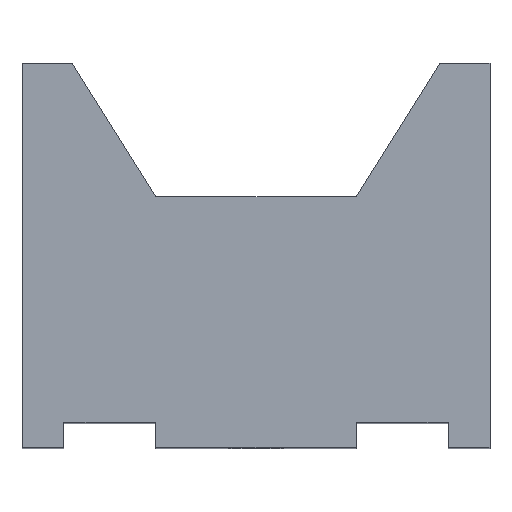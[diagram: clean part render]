
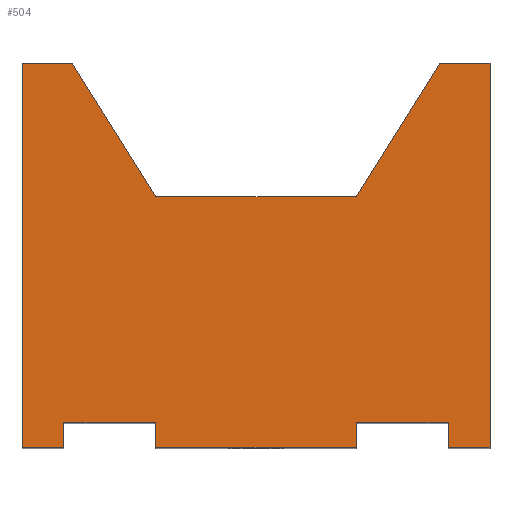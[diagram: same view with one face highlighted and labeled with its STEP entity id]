
A CAD part, top view. The second image highlights one B-rep face of the part: STEP entity #504.
In plain terms, the highlighted planar face has unit normal (0, 0, 1).
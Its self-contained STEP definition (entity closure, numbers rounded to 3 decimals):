
#44=PLANE('',#567);
#72=FACE_OUTER_BOUND('',#108,.T.);
#108=EDGE_LOOP('',(#455,#456,#457,#458,#459,#460,#461,#462,#463,#464,#465,
#466,#467,#468,#469,#470));
#132=LINE('',#782,#186);
#134=LINE('',#786,#188);
#136=LINE('',#790,#190);
#138=LINE('',#794,#192);
#140=LINE('',#798,#194);
#142=LINE('',#802,#196);
#144=LINE('',#806,#198);
#146=LINE('',#810,#200);
#148=LINE('',#814,#202);
#150=LINE('',#818,#204);
#152=LINE('',#822,#206);
#154=LINE('',#826,#208);
#156=LINE('',#830,#210);
#158=LINE('',#834,#212);
#160=LINE('',#838,#214);
#162=LINE('',#841,#216);
#186=VECTOR('',#641,10.);
#188=VECTOR('',#645,10.);
#190=VECTOR('',#649,10.);
#192=VECTOR('',#653,10.);
#194=VECTOR('',#657,10.);
#196=VECTOR('',#661,10.);
#198=VECTOR('',#665,10.);
#200=VECTOR('',#669,10.);
#202=VECTOR('',#673,10.);
#204=VECTOR('',#677,10.);
#206=VECTOR('',#681,10.);
#208=VECTOR('',#685,10.);
#210=VECTOR('',#689,10.);
#212=VECTOR('',#693,10.);
#214=VECTOR('',#697,10.);
#216=VECTOR('',#701,10.);
#257=VERTEX_POINT('',#779);
#258=VERTEX_POINT('',#781);
#259=VERTEX_POINT('',#785);
#260=VERTEX_POINT('',#789);
#261=VERTEX_POINT('',#793);
#262=VERTEX_POINT('',#797);
#263=VERTEX_POINT('',#801);
#264=VERTEX_POINT('',#805);
#265=VERTEX_POINT('',#809);
#266=VERTEX_POINT('',#813);
#267=VERTEX_POINT('',#817);
#268=VERTEX_POINT('',#821);
#269=VERTEX_POINT('',#825);
#270=VERTEX_POINT('',#829);
#271=VERTEX_POINT('',#833);
#272=VERTEX_POINT('',#837);
#308=EDGE_CURVE('',#258,#257,#132,.T.);
#310=EDGE_CURVE('',#259,#258,#134,.T.);
#312=EDGE_CURVE('',#260,#259,#136,.T.);
#314=EDGE_CURVE('',#261,#260,#138,.T.);
#316=EDGE_CURVE('',#262,#261,#140,.T.);
#318=EDGE_CURVE('',#263,#262,#142,.T.);
#320=EDGE_CURVE('',#264,#263,#144,.T.);
#322=EDGE_CURVE('',#265,#264,#146,.T.);
#324=EDGE_CURVE('',#266,#265,#148,.T.);
#326=EDGE_CURVE('',#267,#266,#150,.T.);
#328=EDGE_CURVE('',#268,#267,#152,.T.);
#330=EDGE_CURVE('',#269,#268,#154,.T.);
#332=EDGE_CURVE('',#270,#269,#156,.T.);
#334=EDGE_CURVE('',#271,#270,#158,.T.);
#336=EDGE_CURVE('',#272,#271,#160,.T.);
#338=EDGE_CURVE('',#257,#272,#162,.T.);
#455=ORIENTED_EDGE('',*,*,#338,.T.);
#456=ORIENTED_EDGE('',*,*,#336,.T.);
#457=ORIENTED_EDGE('',*,*,#334,.T.);
#458=ORIENTED_EDGE('',*,*,#332,.T.);
#459=ORIENTED_EDGE('',*,*,#330,.T.);
#460=ORIENTED_EDGE('',*,*,#328,.T.);
#461=ORIENTED_EDGE('',*,*,#326,.T.);
#462=ORIENTED_EDGE('',*,*,#324,.T.);
#463=ORIENTED_EDGE('',*,*,#322,.T.);
#464=ORIENTED_EDGE('',*,*,#320,.T.);
#465=ORIENTED_EDGE('',*,*,#318,.T.);
#466=ORIENTED_EDGE('',*,*,#316,.T.);
#467=ORIENTED_EDGE('',*,*,#314,.T.);
#468=ORIENTED_EDGE('',*,*,#312,.T.);
#469=ORIENTED_EDGE('',*,*,#310,.T.);
#470=ORIENTED_EDGE('',*,*,#308,.T.);
#504=ADVANCED_FACE('',(#72),#44,.T.);
#567=AXIS2_PLACEMENT_3D('',#842,#702,#703);
#641=DIRECTION('',(0.,1.,0.));
#645=DIRECTION('',(1.,0.,0.));
#649=DIRECTION('',(0.,-1.,0.));
#653=DIRECTION('',(1.,0.,0.));
#657=DIRECTION('',(0.,1.,0.));
#661=DIRECTION('',(1.,0.,0.));
#665=DIRECTION('',(0.,-1.,0.));
#669=DIRECTION('',(1.,0.,0.));
#673=DIRECTION('',(0.,1.,0.));
#677=DIRECTION('',(1.,0.,0.));
#681=DIRECTION('',(0.,-1.,0.));
#685=DIRECTION('',(-1.,0.,0.));
#689=DIRECTION('',(-0.53,0.848,0.));
#693=DIRECTION('',(-1.,0.,0.));
#697=DIRECTION('',(-0.53,-0.848,0.));
#701=DIRECTION('',(-1.,0.,0.));
#702=DIRECTION('center_axis',(0.,0.,1.));
#703=DIRECTION('ref_axis',(1.,0.,0.));
#779=CARTESIAN_POINT('',(14.,23.,25.));
#781=CARTESIAN_POINT('',(14.,0.,25.));
#782=CARTESIAN_POINT('',(14.,0.,25.));
#785=CARTESIAN_POINT('',(11.5,0.,25.));
#786=CARTESIAN_POINT('',(11.5,0.,25.));
#789=CARTESIAN_POINT('',(11.5,1.5,25.));
#790=CARTESIAN_POINT('',(11.5,1.5,25.));
#793=CARTESIAN_POINT('',(6.,1.5,25.));
#794=CARTESIAN_POINT('',(6.,1.5,25.));
#797=CARTESIAN_POINT('',(6.,0.,25.));
#798=CARTESIAN_POINT('',(6.,0.,25.));
#801=CARTESIAN_POINT('',(-6.,0.,25.));
#802=CARTESIAN_POINT('',(-6.,0.,25.));
#805=CARTESIAN_POINT('',(-6.,1.5,25.));
#806=CARTESIAN_POINT('',(-6.,1.5,25.));
#809=CARTESIAN_POINT('',(-11.5,1.5,25.));
#810=CARTESIAN_POINT('',(-11.5,1.5,25.));
#813=CARTESIAN_POINT('',(-11.5,0.,25.));
#814=CARTESIAN_POINT('',(-11.5,0.,25.));
#817=CARTESIAN_POINT('',(-14.,0.,25.));
#818=CARTESIAN_POINT('',(-14.,0.,25.));
#821=CARTESIAN_POINT('',(-14.,23.,25.));
#822=CARTESIAN_POINT('',(-14.,23.,25.));
#825=CARTESIAN_POINT('',(-11.,23.,25.));
#826=CARTESIAN_POINT('',(-11.,23.,25.));
#829=CARTESIAN_POINT('',(-6.,15.,25.));
#830=CARTESIAN_POINT('',(-6.,15.,25.));
#833=CARTESIAN_POINT('',(6.,15.,25.));
#834=CARTESIAN_POINT('',(6.,15.,25.));
#837=CARTESIAN_POINT('',(11.,23.,25.));
#838=CARTESIAN_POINT('',(11.,23.,25.));
#841=CARTESIAN_POINT('',(14.,23.,25.));
#842=CARTESIAN_POINT('Origin',(0.,11.5,25.));
